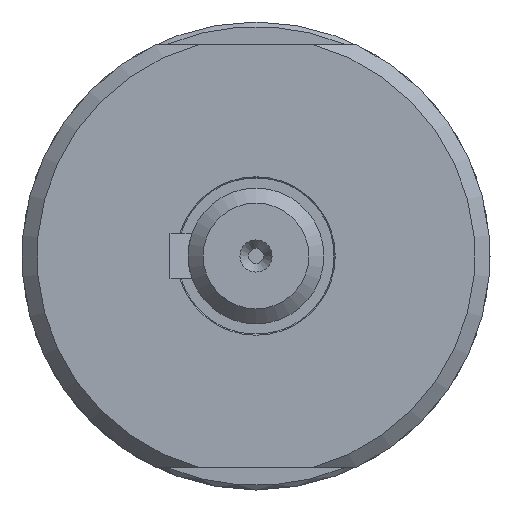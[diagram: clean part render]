
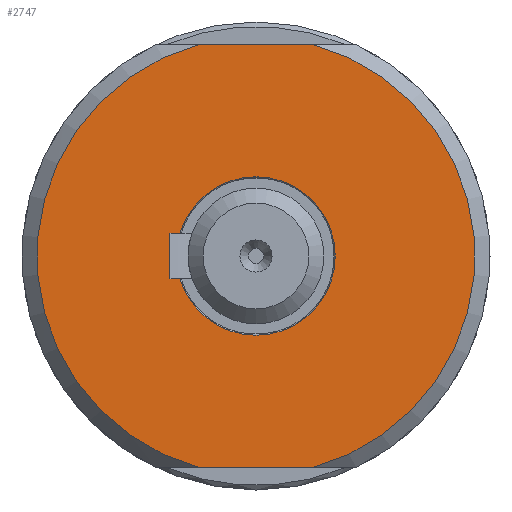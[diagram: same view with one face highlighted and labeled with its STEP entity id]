
A CAD part, left-side view. The second image highlights one B-rep face of the part: STEP entity #2747.
In plain terms, the highlighted planar face has unit normal (-1, 0, 0).
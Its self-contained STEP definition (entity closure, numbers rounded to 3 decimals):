
#212=FACE_BOUND('',#1010,.T.);
#449=LINE('',#4642,#675);
#450=LINE('',#4646,#676);
#675=VECTOR('',#3712,10.);
#676=VECTOR('',#3715,10.);
#842=FACE_OUTER_BOUND('',#1009,.T.);
#1009=EDGE_LOOP('',(#2437,#2438,#2439,#2440));
#1010=EDGE_LOOP('',(#2441,#2442));
#1121=CIRCLE('',#2990,5.25);
#1122=CIRCLE('',#2991,5.25);
#1138=CIRCLE('',#3014,14.5);
#1139=CIRCLE('',#3015,14.5);
#1368=VERTEX_POINT('',#4594);
#1369=VERTEX_POINT('',#4596);
#1385=VERTEX_POINT('',#4640);
#1386=VERTEX_POINT('',#4641);
#1387=VERTEX_POINT('',#4643);
#1388=VERTEX_POINT('',#4645);
#1721=EDGE_CURVE('',#1369,#1368,#1121,.T.);
#1722=EDGE_CURVE('',#1368,#1369,#1122,.T.);
#1742=EDGE_CURVE('',#1385,#1386,#449,.T.);
#1743=EDGE_CURVE('',#1387,#1386,#1138,.T.);
#1744=EDGE_CURVE('',#1387,#1388,#450,.T.);
#1745=EDGE_CURVE('',#1385,#1388,#1139,.T.);
#2437=ORIENTED_EDGE('',*,*,#1742,.T.);
#2438=ORIENTED_EDGE('',*,*,#1743,.F.);
#2439=ORIENTED_EDGE('',*,*,#1744,.T.);
#2440=ORIENTED_EDGE('',*,*,#1745,.F.);
#2441=ORIENTED_EDGE('',*,*,#1721,.T.);
#2442=ORIENTED_EDGE('',*,*,#1722,.T.);
#2611=PLANE('',#3013);
#2747=ADVANCED_FACE('',(#842,#212),#2611,.T.);
#2990=AXIS2_PLACEMENT_3D('',#4597,#3660,#3661);
#2991=AXIS2_PLACEMENT_3D('',#4598,#3662,#3663);
#3013=AXIS2_PLACEMENT_3D('',#4639,#3710,#3711);
#3014=AXIS2_PLACEMENT_3D('',#4644,#3713,#3714);
#3015=AXIS2_PLACEMENT_3D('',#4647,#3716,#3717);
#3660=DIRECTION('center_axis',(1.,0.,0.));
#3661=DIRECTION('ref_axis',(0.,-1.,0.));
#3662=DIRECTION('center_axis',(1.,0.,0.));
#3663=DIRECTION('ref_axis',(0.,-1.,0.));
#3710=DIRECTION('center_axis',(-1.,0.,0.));
#3711=DIRECTION('ref_axis',(0.,0.,
-1.));
#3712=DIRECTION('',(0.,1.,0.));
#3713=DIRECTION('center_axis',(1.,0.,0.));
#3714=DIRECTION('ref_axis',(0.,1.,0.));
#3715=DIRECTION('',(0.,-1.,0.));
#3716=DIRECTION('center_axis',(1.,0.,0.));
#3717=DIRECTION('ref_axis',(0.,1.,0.));
#4594=CARTESIAN_POINT('',(-67.7,5.25,0.));
#4596=CARTESIAN_POINT('',(-67.7,-5.25,0.));
#4597=CARTESIAN_POINT('Origin',(-67.7,0.,
0.));
#4598=CARTESIAN_POINT('Origin',(-67.7,0.,
0.));
#4639=CARTESIAN_POINT('Origin',(-67.7,-10.375,0.));
#4640=CARTESIAN_POINT('',(-67.7,-3.775,14.));
#4641=CARTESIAN_POINT('',(-67.7,3.775,14.));
#4642=CARTESIAN_POINT('',(-67.7,1.954,14.));
#4643=CARTESIAN_POINT('',(-67.7,3.775,-14.));
#4644=CARTESIAN_POINT('Origin',(-67.7,0.,
0.));
#4645=CARTESIAN_POINT('',(-67.7,-3.775,-14.));
#4646=CARTESIAN_POINT('',(-67.7,-12.329,-14.));
#4647=CARTESIAN_POINT('Origin',(-67.7,0.,
0.));
